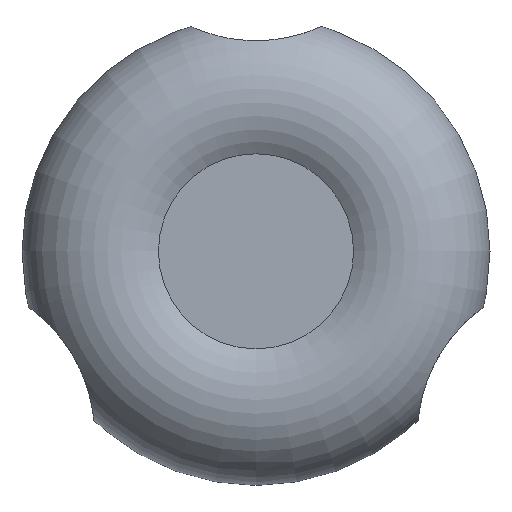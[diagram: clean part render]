
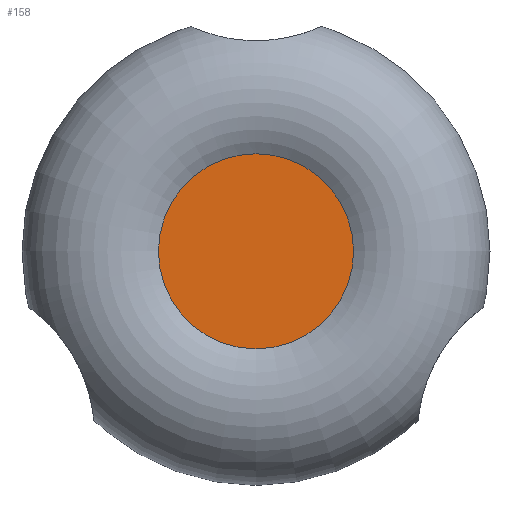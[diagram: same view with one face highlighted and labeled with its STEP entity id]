
A CAD part, top view. The second image highlights one B-rep face of the part: STEP entity #158.
In plain terms, the highlighted planar face has unit normal (0, 0, 1).
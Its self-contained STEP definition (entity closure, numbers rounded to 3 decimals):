
#158 = ADVANCED_FACE( '', ( #328 ), #329, .F. );
#328 = FACE_OUTER_BOUND( '', #502, .T. );
#329 = PLANE( '', #503 );
#502 = EDGE_LOOP( '', ( #895 ) );
#503 = AXIS2_PLACEMENT_3D( '', #896, #897, #898 );
#895 = ORIENTED_EDGE( '', *, *, #1109, .T. );
#896 = CARTESIAN_POINT( '', ( 0., 12.5, 36.374 ) );
#897 = DIRECTION( '', ( 0., 0., -1. ) );
#898 = DIRECTION( '', ( 0., 1., 0. ) );
#1109 = EDGE_CURVE( '', #1350, #1350, #1351, .T. );
#1350 = VERTEX_POINT( '', #2250 );
#1351 = CIRCLE( '', #2251, 12.5 );
#2250 = CARTESIAN_POINT( '', ( 0., -12.5, 36.374 ) );
#2251 = AXIS2_PLACEMENT_3D( '', #2401, #2402, #2403 );
#2401 = CARTESIAN_POINT( '', ( 0., 0., 36.374 ) );
#2402 = DIRECTION( '', ( 0., 0., 1. ) );
#2403 = DIRECTION( '', ( 0., -1., 0. ) );
